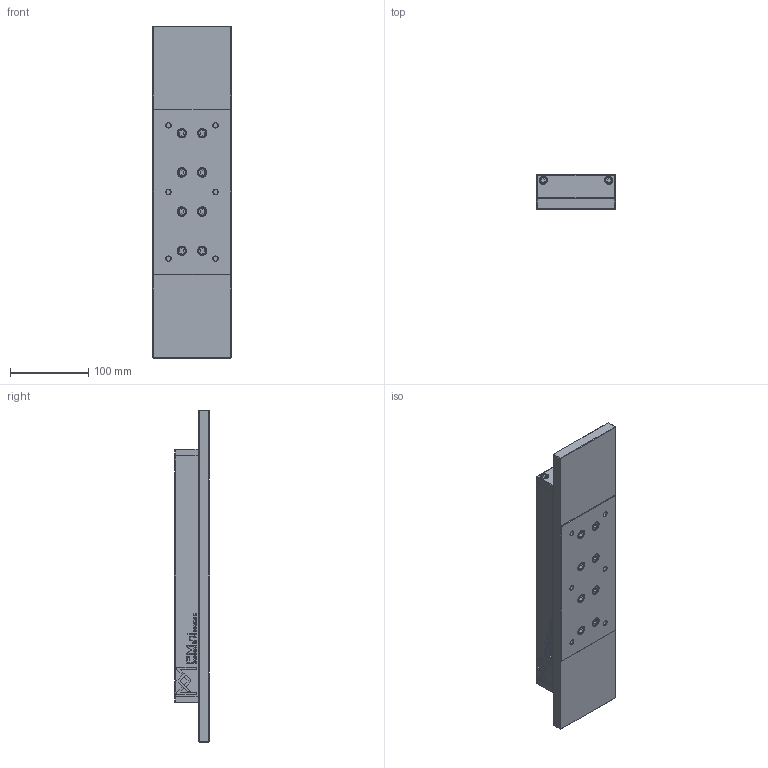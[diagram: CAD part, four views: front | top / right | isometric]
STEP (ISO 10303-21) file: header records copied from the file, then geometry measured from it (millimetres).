
FILE_DESCRIPTION(/* description */ (''),/* implementation_level */ '2;1');
FILE_NAME(/* name */ 'RTNG-6200.stp',/* time_stamp */ '2024-10-01T13:43:50+02:00',/* author */ (''),/* organization */ (''),/* preprocessor_version */ 'ST-DEVELOPER v16.7',/* originating_system */ 'SIEMENS PLM Software NX 12.0',/* authorisation */ '');
FILE_SCHEMA (('AUTOMOTIVE_DESIGN { 1 0 10303 214 3 1 1 1 }'));
Length unit declared in the file: millimetre
Products named in the file (1): RTNG-6200_stp
Bounding box: 99.5 x 45 x 423 mm (x, y, z)
Volume: 1364173.8 mm3; surface area: 247234.6 mm2
Topology: 4 solids, 4 shells, 1171 faces, 2957 edges, 1912 vertices
Faces by surface type: plane 768, bspline 180, cylinder 119, cone 64, torus 40
Entity records: 39840 total; most frequent: CARTESIAN_POINT 8525, ORIENTED_EDGE 5914, DIRECTION 5003, EDGE_CURVE 2957, LINE 2175, VECTOR 2175, VERTEX_POINT 1912, AXIS2_PLACEMENT_3D 1414
